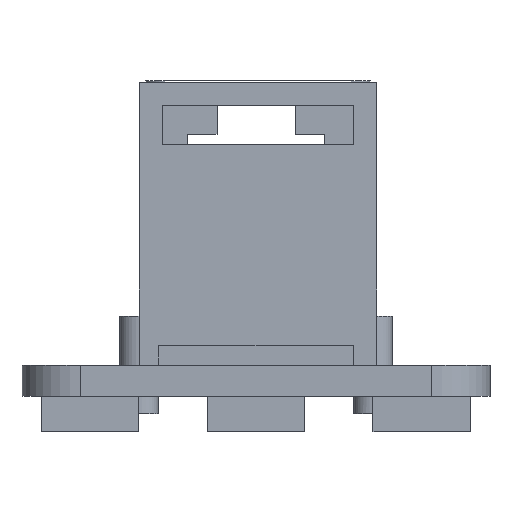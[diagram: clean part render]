
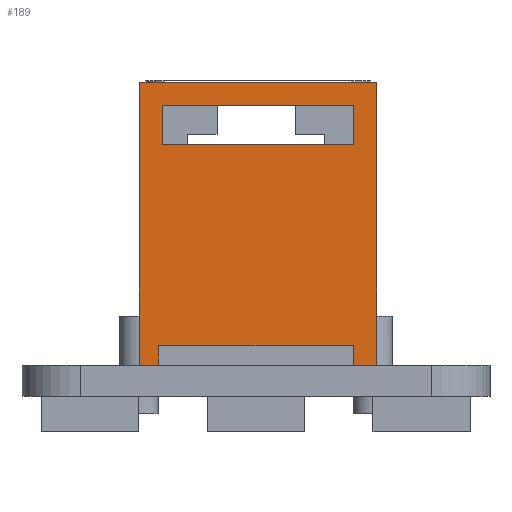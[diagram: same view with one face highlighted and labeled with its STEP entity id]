
A CAD part, left-side view. The second image highlights one B-rep face of the part: STEP entity #189.
In plain terms, the highlighted planar face has unit normal (-1, 0, 0).
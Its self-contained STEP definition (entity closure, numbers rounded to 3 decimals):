
#172 = ORIENTED_EDGE ( 'NONE', *, *, #2368, .F. ) ;
#176 = CARTESIAN_POINT ( 'NONE',  ( 16.894, -5.008, 48.8 ) ) ;
#189 = ADVANCED_FACE ( 'NONE', ( #6174, #3531 ), #5946, .T. ) ;
#238 = LINE ( 'NONE', #6771, #4274 ) ;
#322 = CARTESIAN_POINT ( 'NONE',  ( 16.894, 5.992, 62.1 ) ) ;
#358 = ORIENTED_EDGE ( 'NONE', *, *, #3783, .T. ) ;
#370 = EDGE_CURVE ( 'NONE', #6628, #754, #1913, .T. ) ;
#440 = VECTOR ( 'NONE', #5396, 1000. ) ;
#458 = DIRECTION ( 'NONE',  ( 0., 0., 1. ) ) ;
#523 = EDGE_CURVE ( 'NONE', #3217, #6628, #1816, .T. ) ;
#560 = LINE ( 'NONE', #999, #3192 ) ;
#641 = EDGE_CURVE ( 'NONE', #754, #4143, #6277, .T. ) ;
#718 = CARTESIAN_POINT ( 'NONE',  ( 16.894, -5.008, 48.8 ) ) ;
#754 = VERTEX_POINT ( 'NONE', #3885 ) ;
#889 = CARTESIAN_POINT ( 'NONE',  ( 16.894, 5.992, 62.1 ) ) ;
#999 = CARTESIAN_POINT ( 'NONE',  ( 16.894, -3.808, 48.8 ) ) ;
#1167 = CARTESIAN_POINT ( 'NONE',  ( 16.894, 5.992, 62.1 ) ) ;
#1300 = LINE ( 'NONE', #1762, #2679 ) ;
#1376 = CARTESIAN_POINT ( 'NONE',  ( 16.894, -5.008, 63.3 ) ) ;
#1411 = VERTEX_POINT ( 'NONE', #4007 ) ;
#1420 = ORIENTED_EDGE ( 'NONE', *, *, #370, .F. ) ;
#1432 = DIRECTION ( 'NONE',  ( 0., 1., 0. ) ) ;
#1504 = DIRECTION ( 'NONE',  ( 0., 0., 1. ) ) ;
#1617 = ORIENTED_EDGE ( 'NONE', *, *, #5431, .F. ) ;
#1761 = CARTESIAN_POINT ( 'NONE',  ( 16.894, 6.192, 49.8 ) ) ;
#1762 = CARTESIAN_POINT ( 'NONE',  ( 16.894, -3.808, 49.8 ) ) ;
#1816 = LINE ( 'NONE', #1167, #440 ) ;
#1821 = DIRECTION ( 'NONE',  ( 0., 0., -1. ) ) ;
#1872 = CARTESIAN_POINT ( 'NONE',  ( 16.894, -5.008, 63.3 ) ) ;
#1894 = EDGE_CURVE ( 'NONE', #1905, #5268, #5626, .T. ) ;
#1905 = VERTEX_POINT ( 'NONE', #718 ) ;
#1913 = LINE ( 'NONE', #3335, #5955 ) ;
#1992 = DIRECTION ( 'NONE',  ( 0., 1., 0. ) ) ;
#1998 = CARTESIAN_POINT ( 'NONE',  ( 16.894, -3.808, 49.8 ) ) ;
#2323 = DIRECTION ( 'NONE',  ( 0., -1., 0. ) ) ;
#2368 = EDGE_CURVE ( 'NONE', #5268, #5812, #560, .T. ) ;
#2562 = EDGE_LOOP ( 'NONE', ( #2813, #4227, #172, #3001, #4385, #358, #1617, #3060 ) ) ;
#2641 = ORIENTED_EDGE ( 'NONE', *, *, #523, .F. ) ;
#2679 = VECTOR ( 'NONE', #4937, 1000. ) ;
#2803 = CARTESIAN_POINT ( 'NONE',  ( 16.894, -5.008, 48.8 ) ) ;
#2813 = ORIENTED_EDGE ( 'NONE', *, *, #4553, .F. ) ;
#3001 = ORIENTED_EDGE ( 'NONE', *, *, #1894, .F. ) ;
#3060 = ORIENTED_EDGE ( 'NONE', *, *, #5783, .F. ) ;
#3192 = VECTOR ( 'NONE', #3602, 1000. ) ;
#3217 = VERTEX_POINT ( 'NONE', #889 ) ;
#3259 = CARTESIAN_POINT ( 'NONE',  ( 16.894, 7.192, 63.3 ) ) ;
#3276 = LINE ( 'NONE', #4457, #5911 ) ;
#3289 = DIRECTION ( 'NONE',  ( 0., 0., 1. ) ) ;
#3335 = CARTESIAN_POINT ( 'NONE',  ( 16.894, 5.992, 60.1 ) ) ;
#3347 = DIRECTION ( 'NONE',  ( 0., 0., -1. ) ) ;
#3409 = LINE ( 'NONE', #1376, #4657 ) ;
#3531 = FACE_OUTER_BOUND ( 'NONE', #2562, .T. ) ;
#3602 = DIRECTION ( 'NONE',  ( 0., 0., 1. ) ) ;
#3775 = CARTESIAN_POINT ( 'NONE',  ( 16.894, 7.192, 48.8 ) ) ;
#3783 = EDGE_CURVE ( 'NONE', #6877, #4417, #3409, .T. ) ;
#3784 = VECTOR ( 'NONE', #1504, 1000. ) ;
#3861 = DIRECTION ( 'NONE',  ( 0., 1., 0. ) ) ;
#3885 = CARTESIAN_POINT ( 'NONE',  ( 16.894, -3.808, 60.1 ) ) ;
#4007 = CARTESIAN_POINT ( 'NONE',  ( 16.894, 6.192, 48.8 ) ) ;
#4055 = CARTESIAN_POINT ( 'NONE',  ( 16.894, -3.808, 48.8 ) ) ;
#4078 = ORIENTED_EDGE ( 'NONE', *, *, #5731, .F. ) ;
#4122 = EDGE_CURVE ( 'NONE', #1905, #6877, #238, .T. ) ;
#4143 = VERTEX_POINT ( 'NONE', #5196 ) ;
#4211 = VECTOR ( 'NONE', #3861, 1000. ) ;
#4227 = ORIENTED_EDGE ( 'NONE', *, *, #4518, .F. ) ;
#4274 = VECTOR ( 'NONE', #458, 1000. ) ;
#4278 = AXIS2_PLACEMENT_3D ( 'NONE', #2803, #6482, #3347 ) ;
#4284 = CARTESIAN_POINT ( 'NONE',  ( 16.894, 5.992, 60.1 ) ) ;
#4385 = ORIENTED_EDGE ( 'NONE', *, *, #4122, .T. ) ;
#4417 = VERTEX_POINT ( 'NONE', #3259 ) ;
#4457 = CARTESIAN_POINT ( 'NONE',  ( 16.894, 6.192, 49.8 ) ) ;
#4518 = EDGE_CURVE ( 'NONE', #5812, #6785, #1300, .T. ) ;
#4553 = EDGE_CURVE ( 'NONE', #6785, #1411, #3276, .T. ) ;
#4555 = DIRECTION ( 'NONE',  ( 0., 1., 0. ) ) ;
#4571 = VECTOR ( 'NONE', #4555, 1000. ) ;
#4657 = VECTOR ( 'NONE', #1992, 1000. ) ;
#4685 = CARTESIAN_POINT ( 'NONE',  ( 16.894, 7.192, 48.8 ) ) ;
#4856 = VECTOR ( 'NONE', #3289, 1000. ) ;
#4937 = DIRECTION ( 'NONE',  ( 0., 1., 0. ) ) ;
#4949 = VERTEX_POINT ( 'NONE', #3775 ) ;
#5124 = CARTESIAN_POINT ( 'NONE',  ( 16.894, -5.008, 48.8 ) ) ;
#5196 = CARTESIAN_POINT ( 'NONE',  ( 16.894, -3.808, 62.1 ) ) ;
#5268 = VERTEX_POINT ( 'NONE', #4055 ) ;
#5389 = CARTESIAN_POINT ( 'NONE',  ( 16.894, -3.808, 62.1 ) ) ;
#5396 = DIRECTION ( 'NONE',  ( 0., 0., -1. ) ) ;
#5431 = EDGE_CURVE ( 'NONE', #4949, #4417, #6617, .T. ) ;
#5626 = LINE ( 'NONE', #176, #4211 ) ;
#5731 = EDGE_CURVE ( 'NONE', #4143, #3217, #6287, .T. ) ;
#5739 = EDGE_LOOP ( 'NONE', ( #2641, #4078, #6865, #1420 ) ) ;
#5783 = EDGE_CURVE ( 'NONE', #1411, #4949, #6714, .T. ) ;
#5812 = VERTEX_POINT ( 'NONE', #1998 ) ;
#5911 = VECTOR ( 'NONE', #1821, 1000. ) ;
#5946 = PLANE ( 'NONE',  #4278 ) ;
#5955 = VECTOR ( 'NONE', #2323, 1000. ) ;
#6174 = FACE_BOUND ( 'NONE', #5739, .T. ) ;
#6277 = LINE ( 'NONE', #5389, #4856 ) ;
#6287 = LINE ( 'NONE', #322, #4571 ) ;
#6482 = DIRECTION ( 'NONE',  ( -1., 0., 0. ) ) ;
#6526 = VECTOR ( 'NONE', #1432, 1000. ) ;
#6617 = LINE ( 'NONE', #4685, #3784 ) ;
#6628 = VERTEX_POINT ( 'NONE', #4284 ) ;
#6714 = LINE ( 'NONE', #5124, #6526 ) ;
#6771 = CARTESIAN_POINT ( 'NONE',  ( 16.894, -5.008, 48.8 ) ) ;
#6785 = VERTEX_POINT ( 'NONE', #1761 ) ;
#6865 = ORIENTED_EDGE ( 'NONE', *, *, #641, .F. ) ;
#6877 = VERTEX_POINT ( 'NONE', #1872 ) ;
